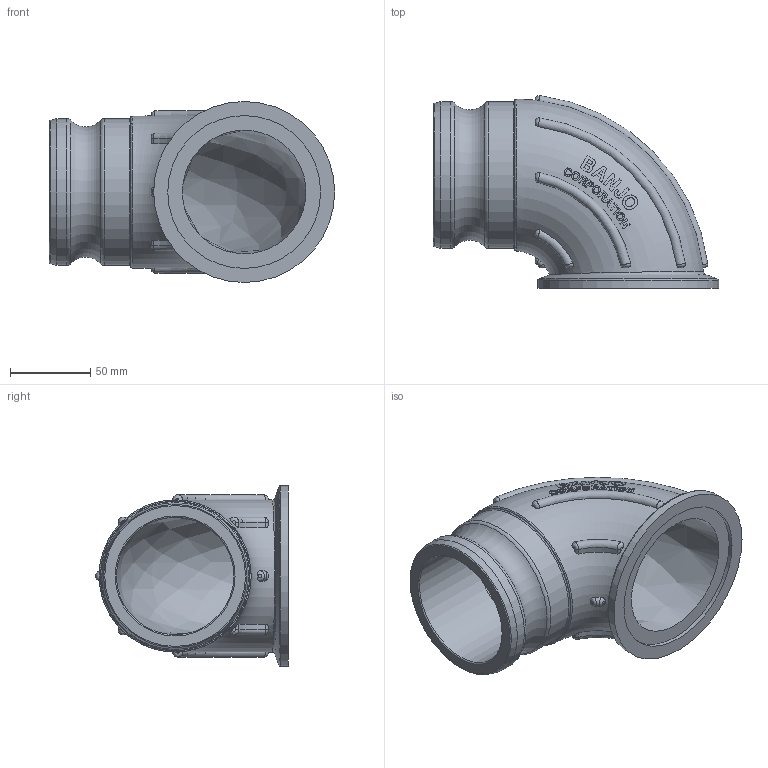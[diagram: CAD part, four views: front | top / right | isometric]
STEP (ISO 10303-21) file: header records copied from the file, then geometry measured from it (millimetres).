
FILE_DESCRIPTION(/* description */ ('Manifold Sweeping 90 Elbow'),/* implementation_level */ '2;1');
FILE_NAME(/* name */ 'M300ASWP90.stp',/* time_stamp */ '2016-12-02T15:46:40-05:00',/* author */ ('aaron'),/* organization */ (''),/* preprocessor_version */ 'ST-DEVELOPER v16.5',/* originating_system */ 'Autodesk Inventor 2017',/* authorisation */ '');
FILE_SCHEMA (('AUTOMOTIVE_DESIGN { 1 0 10303 214 3 1 1 }'));
Length unit declared in the file: inch
Products named in the file (1): M300ASWP90
Bounding box: 177.8 x 120.19 x 112.78 mm (x, y, z)
Volume: 415987 mm3; surface area: 98686.9 mm2
Topology: 1 solids, 1 shells, 427 faces, 1100 edges, 727 vertices
Faces by surface type: plane 213, bspline 137, torus 58, cylinder 17, cone 2
Full cylindrical faces by diameter (mm): 73.152 x1, 91.44 x2, 95.25 x1, 112.776 x1
Entity records: 18450 total; most frequent: CARTESIAN_POINT 8201, ORIENTED_EDGE 2162, DIRECTION 1818, EDGE_CURVE 1081, AXIS2_PLACEMENT_3D 746, VERTEX_POINT 724, EDGE_LOOP 497, STYLED_ITEM 428
